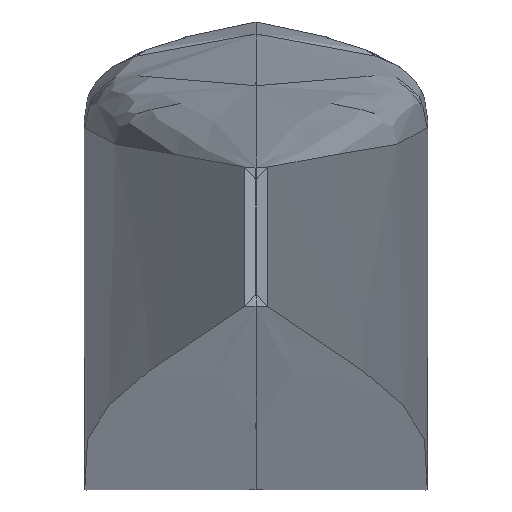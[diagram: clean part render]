
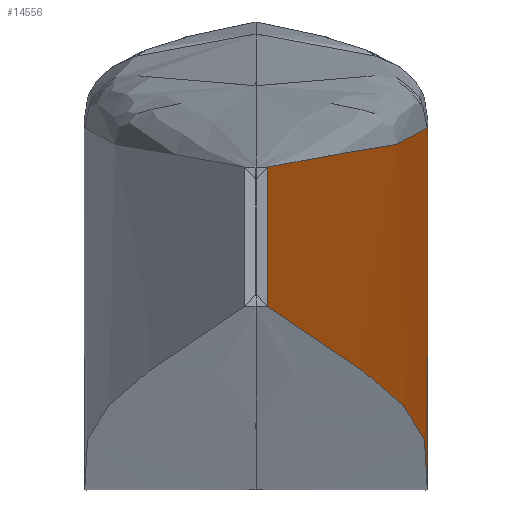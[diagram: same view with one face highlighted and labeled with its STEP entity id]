
A CAD part, top view. The second image highlights one B-rep face of the part: STEP entity #14556.
In plain terms, the highlighted free-form (B-spline) face has degree [3, 3] with [4, 8] control points.
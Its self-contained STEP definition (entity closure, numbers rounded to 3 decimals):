
#382 = CARTESIAN_POINT ( 'NONE',  ( 6., 0., 1136.264 ) ) ;
#555 = EDGE_LOOP ( 'NONE', ( #10921, #2002, #1394, #8650 ) ) ;
#558 = CARTESIAN_POINT ( 'NONE',  ( 38.732, -60.167, 865.965 ) ) ;
#1361 = FACE_OUTER_BOUND ( 'NONE', #555, .T. ) ;
#1365 = CARTESIAN_POINT ( 'NONE',  ( 64.155, 1.187, -332.301 ) ) ;
#1394 = ORIENTED_EDGE ( 'NONE', *, *, #12703, .F. ) ;
#1760 = EDGE_CURVE ( 'NONE', #16330, #6388, #7393, .T. ) ;
#1884 = CARTESIAN_POINT ( 'NONE',  ( 71.477, -154.543, -244.163 ) ) ;
#1892 = CARTESIAN_POINT ( 'NONE',  ( 93.168, 8.912, 523.304 ) ) ;
#1970 = CARTESIAN_POINT ( 'NONE',  ( 6., -23.64, 1136.264 ) ) ;
#1997 = CARTESIAN_POINT ( 'NONE',  ( 93.151, -118.216, 523.11 ) ) ;
#2002 = ORIENTED_EDGE ( 'NONE', *, *, #14506, .T. ) ;
#2504 = B_SPLINE_CURVE_WITH_KNOTS ( 'NONE', 3,
 ( #16193, #16016, #14741, #14624, #9531, #16074, #14801, #9473 ),
 .UNSPECIFIED., .F., .F.,
 ( 4, 1, 1, 1, 1, 4 ),
 ( 0., 0.066, 0.182, 0.315, 0.46, 1. ),
 .UNSPECIFIED. ) ;
#2616 = EDGE_CURVE ( 'NONE', #6388, #16910, #8715, .T. ) ;
#3155 = CARTESIAN_POINT ( 'NONE',  ( 61.177, -93.499, -364. ) ) ;
#3165 = CARTESIAN_POINT ( 'NONE',  ( 86.257, -33.66, 111.77 ) ) ;
#3221 = CARTESIAN_POINT ( 'NONE',  ( 64.106, -37.765, -332.885 ) ) ;
#3272 = CARTESIAN_POINT ( 'NONE',  ( 61.177, 0., -364. ) ) ;
#3722 = B_SPLINE_CURVE_WITH_KNOTS ( 'NONE', 3,
 ( #12282, #5687, #1970, #14880 ),
 .UNSPECIFIED., .F., .F.,
 ( 4, 4 ),
 ( 0., 1. ),
 .UNSPECIFIED. ) ;
#4384 = CARTESIAN_POINT ( 'NONE',  ( 88.019, -160.455, -85.743 ) ) ;
#4444 = CARTESIAN_POINT ( 'NONE',  ( 6., -23.64, 1136.264 ) ) ;
#4596 = CARTESIAN_POINT ( 'NONE',  ( 6., 0., 1136.264 ) ) ;
#5687 = CARTESIAN_POINT ( 'NONE',  ( 6., -47.28, 1136.264 ) ) ;
#5727 = CARTESIAN_POINT ( 'NONE',  ( 93.151, -118.216, 523.11 ) ) ;
#5837 = CARTESIAN_POINT ( 'NONE',  ( 38.734, -94.747, 865.951 ) ) ;
#5845 = CARTESIAN_POINT ( 'NONE',  ( 61.177, -31.166, -364. ) ) ;
#5878 = B_SPLINE_SURFACE_WITH_KNOTS ( 'NONE', 3, 3, ( 
 ( #6942, #1365, #15957, #9711, #14920, #1892, #12263, #382 ),
 ( #5845, #3221, #16429, #11043, #3165, #9592, #7175, #4444 ),
 ( #15097, #12323, #8553, #9651, #16253, #7060, #558, #16373 ),
 ( #7003, #8500, #10924, #4384, #13652, #5727, #13710, #9767 ) ),
 .UNSPECIFIED., .F., .F., .F.,
 ( 4, 4 ),
 ( 4, 1, 1, 1, 1, 4 ),
 ( 0., 1. ),
 ( 0., 0.066, 0.182, 0.315, 0.46, 1. ),
 .UNSPECIFIED. ) ;
#5893 = CARTESIAN_POINT ( 'NONE',  ( 61.177, -31.166, -364. ) ) ;
#6388 = VERTEX_POINT ( 'NONE', #9455 ) ;
#6942 = CARTESIAN_POINT ( 'NONE',  ( 61.177, 0., -364. ) ) ;
#7003 = CARTESIAN_POINT ( 'NONE',  ( 61.177, -93.499, -364. ) ) ;
#7060 = CARTESIAN_POINT ( 'NONE',  ( 93.157, -75.84, 523.175 ) ) ;
#7175 = CARTESIAN_POINT ( 'NONE',  ( 38.731, -25.586, 865.979 ) ) ;
#7393 = B_SPLINE_CURVE_WITH_KNOTS ( 'NONE', 3,
 ( #3272, #5893, #13871, #8493 ),
 .UNSPECIFIED., .F., .F.,
 ( 4, 4 ),
 ( 0., 1. ),
 .UNSPECIFIED. ) ;
#8493 = CARTESIAN_POINT ( 'NONE',  ( 61.177, -93.499, -364. ) ) ;
#8500 = CARTESIAN_POINT ( 'NONE',  ( 64.007, -115.668, -334.051 ) ) ;
#8553 = CARTESIAN_POINT ( 'NONE',  ( 71.436, -102.178, -244.652 ) ) ;
#8650 = ORIENTED_EDGE ( 'NONE', *, *, #2616, .F. ) ;
#8715 = B_SPLINE_CURVE_WITH_KNOTS ( 'NONE', 3,
 ( #3155, #15200, #1884, #16532, #12490, #1997, #5837, #11033 ),
 .UNSPECIFIED., .F., .F.,
 ( 4, 1, 1, 1, 1, 4 ),
 ( 0., 0.066, 0.182, 0.315, 0.46, 1. ),
 .UNSPECIFIED. ) ;
#9455 = CARTESIAN_POINT ( 'NONE',  ( 61.177, -93.499, -364. ) ) ;
#9473 = CARTESIAN_POINT ( 'NONE',  ( 6., 0., 1136.264 ) ) ;
#9531 = CARTESIAN_POINT ( 'NONE',  ( 86.252, 33.017, 111.714 ) ) ;
#9592 = CARTESIAN_POINT ( 'NONE',  ( 93.163, -33.464, 523.239 ) ) ;
#9651 = CARTESIAN_POINT ( 'NONE',  ( 88.035, -114.956, -85.559 ) ) ;
#9711 = CARTESIAN_POINT ( 'NONE',  ( 88.066, -23.959, -85.19 ) ) ;
#9767 = CARTESIAN_POINT ( 'NONE',  ( 6., -70.92, 1136.264 ) ) ;
#10900 = VERTEX_POINT ( 'NONE', #4596 ) ;
#10921 = ORIENTED_EDGE ( 'NONE', *, *, #1760, .F. ) ;
#10924 = CARTESIAN_POINT ( 'NONE',  ( 71.477, -154.543, -244.163 ) ) ;
#11033 = CARTESIAN_POINT ( 'NONE',  ( 6., -70.92, 1136.264 ) ) ;
#11043 = CARTESIAN_POINT ( 'NONE',  ( 88.051, -69.458, -85.374 ) ) ;
#12263 = CARTESIAN_POINT ( 'NONE',  ( 38.73, 8.994, 865.993 ) ) ;
#12282 = CARTESIAN_POINT ( 'NONE',  ( 6., -70.92, 1136.264 ) ) ;
#12323 = CARTESIAN_POINT ( 'NONE',  ( 64.057, -76.717, -333.468 ) ) ;
#12490 = CARTESIAN_POINT ( 'NONE',  ( 86.266, -167.014, 111.88 ) ) ;
#12703 = EDGE_CURVE ( 'NONE', #16910, #10900, #3722, .T. ) ;
#13032 = CARTESIAN_POINT ( 'NONE',  ( 61.177, 0., -364. ) ) ;
#13652 = CARTESIAN_POINT ( 'NONE',  ( 86.266, -167.014, 111.88 ) ) ;
#13710 = CARTESIAN_POINT ( 'NONE',  ( 38.734, -94.747, 865.951 ) ) ;
#13871 = CARTESIAN_POINT ( 'NONE',  ( 61.177, -62.333, -364. ) ) ;
#14506 = EDGE_CURVE ( 'NONE', #16330, #10900, #2504, .T. ) ;
#14556 = ADVANCED_FACE ( 'NONE', ( #1361 ), #5878, .F. ) ;
#14624 = CARTESIAN_POINT ( 'NONE',  ( 88.066, -23.959, -85.19 ) ) ;
#14741 = CARTESIAN_POINT ( 'NONE',  ( 71.353, 2.552, -245.63 ) ) ;
#14801 = CARTESIAN_POINT ( 'NONE',  ( 38.73, 8.994, 865.993 ) ) ;
#14880 = CARTESIAN_POINT ( 'NONE',  ( 6., 0., 1136.264 ) ) ;
#14920 = CARTESIAN_POINT ( 'NONE',  ( 86.252, 33.017, 111.714 ) ) ;
#15097 = CARTESIAN_POINT ( 'NONE',  ( 61.177, -62.333, -364. ) ) ;
#15200 = CARTESIAN_POINT ( 'NONE',  ( 64.007, -115.668, -334.051 ) ) ;
#15444 = CARTESIAN_POINT ( 'NONE',  ( 6., -70.92, 1136.264 ) ) ;
#15957 = CARTESIAN_POINT ( 'NONE',  ( 71.353, 2.552, -245.63 ) ) ;
#16016 = CARTESIAN_POINT ( 'NONE',  ( 64.155, 1.187, -332.301 ) ) ;
#16074 = CARTESIAN_POINT ( 'NONE',  ( 93.168, 8.912, 523.304 ) ) ;
#16193 = CARTESIAN_POINT ( 'NONE',  ( 61.177, 0., -364. ) ) ;
#16253 = CARTESIAN_POINT ( 'NONE',  ( 86.261, -100.337, 111.825 ) ) ;
#16330 = VERTEX_POINT ( 'NONE', #13032 ) ;
#16373 = CARTESIAN_POINT ( 'NONE',  ( 6., -47.28, 1136.264 ) ) ;
#16429 = CARTESIAN_POINT ( 'NONE',  ( 71.394, -49.813, -245.141 ) ) ;
#16532 = CARTESIAN_POINT ( 'NONE',  ( 88.019, -160.455, -85.743 ) ) ;
#16910 = VERTEX_POINT ( 'NONE', #15444 ) ;
